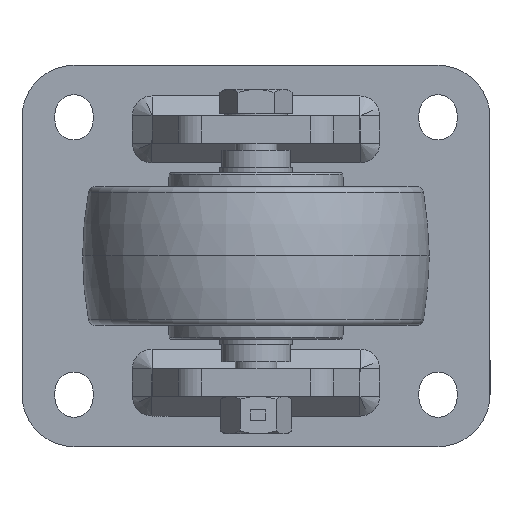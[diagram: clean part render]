
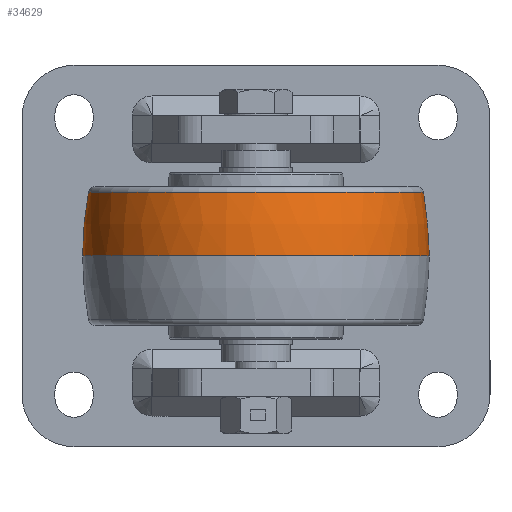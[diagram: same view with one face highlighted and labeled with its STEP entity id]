
A CAD part, front view. The second image highlights one B-rep face of the part: STEP entity #34629.
In plain terms, the highlighted toroidal (fillet/blend) face has major radius 50 mm and minor radius 100 mm.
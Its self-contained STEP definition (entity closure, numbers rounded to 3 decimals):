
#1358 = CIRCLE ( 'NONE', #30772, 48.318 ) ;
#1831 = FACE_OUTER_BOUND ( 'NONE', #24512, .T. ) ;
#3072 = AXIS2_PLACEMENT_3D ( 'NONE', #8860, #10449, #29457 ) ;
#3804 = EDGE_CURVE ( 'NONE', #17899, #17899, #24200, .T. ) ;
#4842 = DIRECTION ( 'NONE',  ( 0., 0., -1. ) ) ;
#6516 = TOROIDAL_SURFACE ( 'NONE', #25684, -50., 100. ) ;
#6919 = DIRECTION ( 'NONE',  ( 0., 0., -1. ) ) ;
#8860 = CARTESIAN_POINT ( 'NONE',  ( 0., -100., 0. ) ) ;
#10449 = DIRECTION ( 'NONE',  ( 0., 0., -1. ) ) ;
#14804 = CARTESIAN_POINT ( 'NONE',  ( -50., -100., 0. ) ) ;
#16154 = FACE_OUTER_BOUND ( 'NONE', #34246, .T. ) ;
#17899 = VERTEX_POINT ( 'NONE', #14804 ) ;
#17947 = CARTESIAN_POINT ( 'NONE',  ( -48.318, -100., 18.365 ) ) ;
#23039 = CARTESIAN_POINT ( 'NONE',  ( 0., -100., 18.365 ) ) ;
#23665 = DIRECTION ( 'NONE',  ( -1., 0., 0. ) ) ;
#23716 = EDGE_CURVE ( 'NONE', #25985, #25985, #1358, .T. ) ;
#24200 = CIRCLE ( 'NONE', #3072, 50. ) ;
#24512 = EDGE_LOOP ( 'NONE', ( #33895 ) ) ;
#25684 = AXIS2_PLACEMENT_3D ( 'NONE', #29028, #4842, #23665 ) ;
#25751 = DIRECTION ( 'NONE',  ( -1., 0., 0. ) ) ;
#25985 = VERTEX_POINT ( 'NONE', #17947 ) ;
#26592 = ORIENTED_EDGE ( 'NONE', *, *, #3804, .F. ) ;
#29028 = CARTESIAN_POINT ( 'NONE',  ( 0., -100., 0.1 ) ) ;
#29457 = DIRECTION ( 'NONE',  ( -1., 0., 0. ) ) ;
#30772 = AXIS2_PLACEMENT_3D ( 'NONE', #23039, #6919, #25751 ) ;
#33895 = ORIENTED_EDGE ( 'NONE', *, *, #23716, .T. ) ;
#34246 = EDGE_LOOP ( 'NONE', ( #26592 ) ) ;
#34629 = ADVANCED_FACE ( 'NONE', ( #1831, #16154 ), #6516, .T. ) ;
